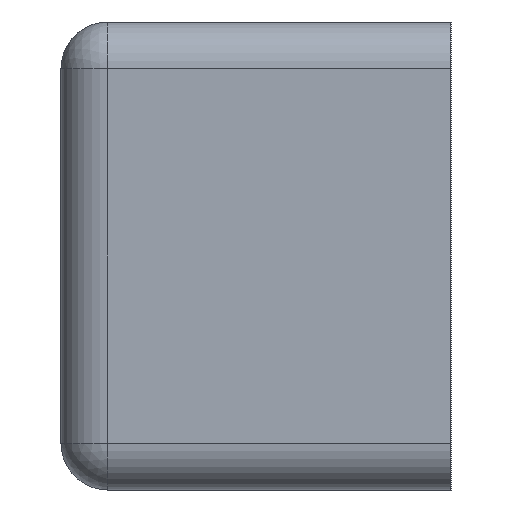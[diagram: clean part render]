
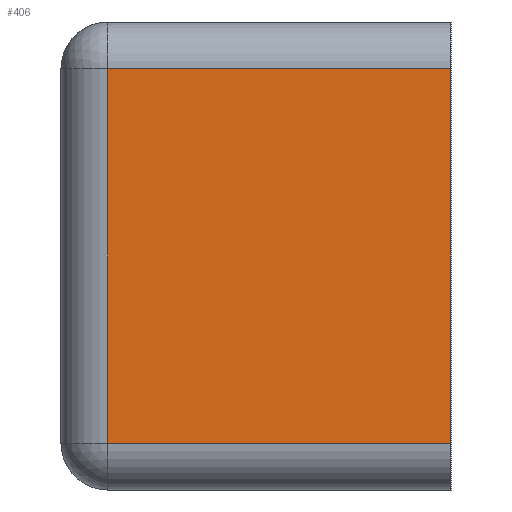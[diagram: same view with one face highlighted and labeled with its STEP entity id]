
A CAD part, left-side view. The second image highlights one B-rep face of the part: STEP entity #406.
In plain terms, the highlighted planar face has unit normal (-1, 0, 0).
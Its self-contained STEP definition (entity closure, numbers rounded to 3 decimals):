
#31=PLANE('',#455);
#50=FACE_OUTER_BOUND('',#76,.T.);
#76=EDGE_LOOP('',(#302,#303,#304,#305));
#102=LINE('',#631,#132);
#109=LINE('',#658,#139);
#110=LINE('',#662,#140);
#111=LINE('',#663,#141);
#132=VECTOR('',#500,10.);
#139=VECTOR('',#531,10.);
#140=VECTOR('',#536,10.);
#141=VECTOR('',#537,10.);
#186=VERTEX_POINT('',#628);
#187=VERTEX_POINT('',#630);
#195=VERTEX_POINT('',#657);
#196=VERTEX_POINT('',#661);
#222=EDGE_CURVE('',#186,#187,#102,.T.);
#236=EDGE_CURVE('',#187,#195,#109,.T.);
#238=EDGE_CURVE('',#196,#186,#110,.T.);
#239=EDGE_CURVE('',#196,#195,#111,.T.);
#302=ORIENTED_EDGE('',*,*,#222,.F.);
#303=ORIENTED_EDGE('',*,*,#238,.F.);
#304=ORIENTED_EDGE('',*,*,#239,.T.);
#305=ORIENTED_EDGE('',*,*,#236,.F.);
#406=ADVANCED_FACE('',(#50),#31,.T.);
#455=AXIS2_PLACEMENT_3D('',#660,#534,#535);
#500=DIRECTION('',(0.,0.,1.));
#531=DIRECTION('',(0.,-1.,0.));
#534=DIRECTION('center_axis',(-1.,0.,0.));
#535=DIRECTION('ref_axis',(0.,0.,1.));
#536=DIRECTION('',(0.,1.,0.));
#537=DIRECTION('',(0.,0.,1.));
#628=CARTESIAN_POINT('',(0.,22.,-27.));
#630=CARTESIAN_POINT('',(0.,22.,-3.));
#631=CARTESIAN_POINT('',(0.,22.,-22.5));
#657=CARTESIAN_POINT('',(0.,0.,-3.));
#658=CARTESIAN_POINT('',(0.,0.,-3.));
#660=CARTESIAN_POINT('Origin',(0.,0.,-30.));
#661=CARTESIAN_POINT('',(0.,0.,-27.));
#662=CARTESIAN_POINT('',(0.,0.,-27.));
#663=CARTESIAN_POINT('',(0.,0.,-30.));
